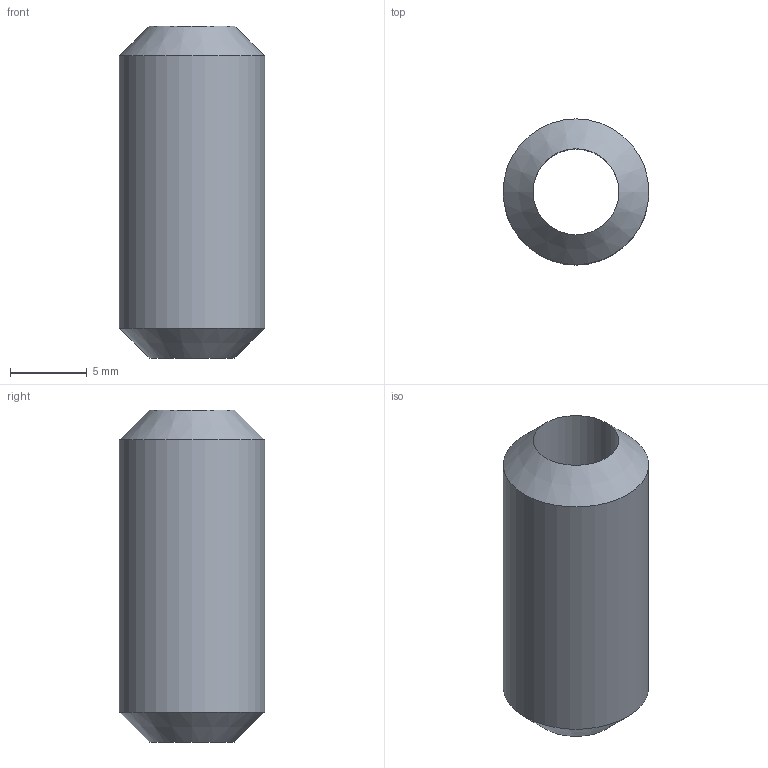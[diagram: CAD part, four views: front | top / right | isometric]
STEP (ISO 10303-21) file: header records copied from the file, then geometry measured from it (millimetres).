
FILE_DESCRIPTION(/* description */ (''),/* implementation_level */ '2;1');
FILE_NAME(/* name */ 'Cable Chain Mount Spacer.step',/* time_stamp */ '2023-09-20T18:57:03-04:00',/* author */ (''),/* organization */ (''),/* preprocessor_version */ 'ST-DEVELOPER v20',/* originating_system */ 'Autodesk Translation Framework v12.9.0.99',/* authorisation */ '');
FILE_SCHEMA (('AUTOMOTIVE_DESIGN { 1 0 10303 214 3 1 1 }'));
Length unit declared in the file: inch
Products named in the file (1): Cable Chain Mount Spacer
Bounding box: 9.53 x 9.53 x 21.69 mm (x, y, z)
Volume: 910 mm3; surface area: 1046.1 mm2
Topology: 1 solids, 1 shells, 4 faces, 8 edges, 4 vertices
Faces by surface type: cylinder 2, cone 2
Full cylindrical faces by diameter (mm): 5.613 x1, 9.525 x1
Entity records: 143 total; most frequent: DIRECTION 22, CARTESIAN_POINT 17, ORIENTED_EDGE 16, AXIS2_PLACEMENT_3D 9, EDGE_CURVE 8, FACE_OUTER_BOUND 4, EDGE_LOOP 4, LINE 4
